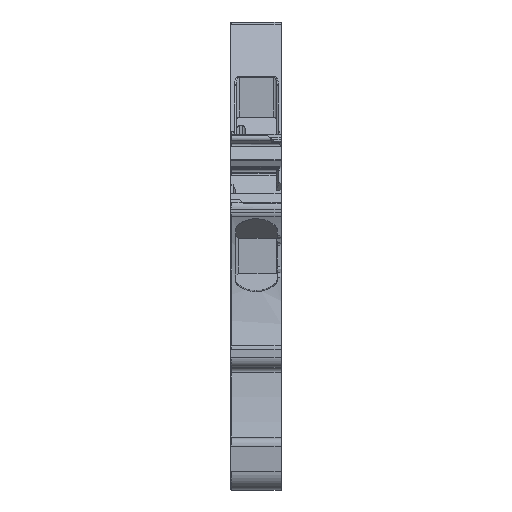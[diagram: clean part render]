
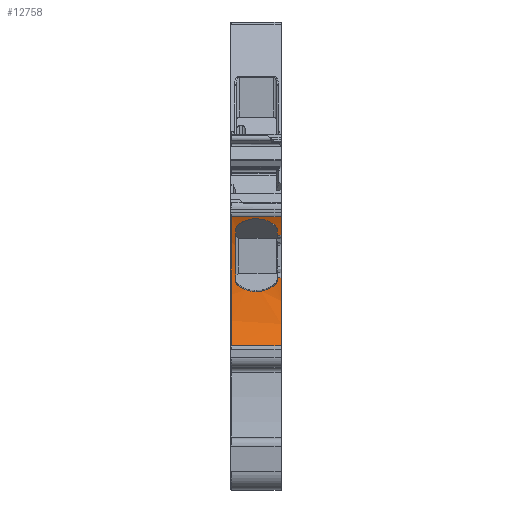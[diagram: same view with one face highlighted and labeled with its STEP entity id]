
A CAD part, front view. The second image highlights one B-rep face of the part: STEP entity #12758.
In plain terms, the highlighted cylindrical face has radius 15.97 mm (diameter 31.939 mm), a partial arc.
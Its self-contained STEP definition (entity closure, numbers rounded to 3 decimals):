
#3288=AXIS2_PLACEMENT_3D('Circle Axis2P3D',#3286,#3287,$) ;
#3344=AXIS2_PLACEMENT_3D('Circle Axis2P3D',#3342,#3343,$) ;
#12632=AXIS2_PLACEMENT_3D('Cylinder Axis2P3D',#12629,#12630,#12631) ;
#12636=AXIS2_PLACEMENT_3D('Circle Axis2P3D',#12634,#12635,$) ;
#12655=AXIS2_PLACEMENT_3D('Circle Axis2P3D',#12653,#12654,$) ;
#12696=AXIS2_PLACEMENT_3D('Circle Axis2P3D',#12694,#12695,$) ;
#12729=AXIS2_PLACEMENT_3D('Circle Axis2P3D',#12727,#12728,$) ;
#3283=CARTESIAN_POINT('Vertex',(5.1,1.617,27.772)) ;
#3286=CARTESIAN_POINT('Axis2P3D Location',(5.1,-12.941,21.207)) ;
#3290=CARTESIAN_POINT('Vertex',(5.1,2.326,25.891)) ;
#3339=CARTESIAN_POINT('Vertex',(5.1,3.025,21.559)) ;
#3342=CARTESIAN_POINT('Axis2P3D Location',(5.1,-12.941,21.207)) ;
#3346=CARTESIAN_POINT('Vertex',(5.1,1.617,14.643)) ;
#12610=CARTESIAN_POINT('Line Origine',(2.55,1.617,27.772)) ;
#12614=CARTESIAN_POINT('Vertex',(0.05,1.617,27.772)) ;
#12629=CARTESIAN_POINT('Axis2P3D Location',(2.55,-12.941,21.207)) ;
#12634=CARTESIAN_POINT('Axis2P3D Location',(0.05,-12.941,21.207)) ;
#12638=CARTESIAN_POINT('Vertex',(0.05,1.617,14.643)) ;
#12641=CARTESIAN_POINT('Line Origine',(2.55,1.617,14.643)) ;
#12646=CARTESIAN_POINT('Line Origine',(2.55,3.025,21.559)) ;
#12650=CARTESIAN_POINT('Vertex',(4.7,3.025,21.559)) ;
#12653=CARTESIAN_POINT('Axis2P3D Location',(4.7,-12.941,21.207)) ;
#12657=CARTESIAN_POINT('Vertex',(4.7,3.028,21.276)) ;
#12661=CARTESIAN_POINT('Control Point',(4.528,3.026,20.899)) ;
#12662=CARTESIAN_POINT('Control Point',(4.636,3.027,20.993)) ;
#12663=CARTESIAN_POINT('Control Point',(4.7,3.029,21.134)) ;
#12664=CARTESIAN_POINT('Control Point',(4.7,3.028,21.276)) ;
#12665=CARTESIAN_POINT('Vertex',(4.528,3.026,20.899)) ;
#12669=CARTESIAN_POINT('Control Point',(2.558,2.994,20.16)) ;
#12670=CARTESIAN_POINT('Control Point',(3.095,2.994,20.16)) ;
#12671=CARTESIAN_POINT('Control Point',(3.632,3.003,20.288)) ;
#12672=CARTESIAN_POINT('Control Point',(4.123,3.019,20.546)) ;
#12673=CARTESIAN_POINT('Control Point',(4.528,3.026,20.899)) ;
#12674=CARTESIAN_POINT('Vertex',(2.558,2.994,20.16)) ;
#12678=CARTESIAN_POINT('Control Point',(0.689,3.024,20.814)) ;
#12679=CARTESIAN_POINT('Control Point',(1.083,3.016,20.5)) ;
#12680=CARTESIAN_POINT('Control Point',(1.548,3.002,20.274)) ;
#12681=CARTESIAN_POINT('Control Point',(2.053,2.994,20.16)) ;
#12682=CARTESIAN_POINT('Control Point',(2.558,2.994,20.16)) ;
#12683=CARTESIAN_POINT('Vertex',(0.689,3.024,20.814)) ;
#12687=CARTESIAN_POINT('Control Point',(0.689,3.024,20.814)) ;
#12688=CARTESIAN_POINT('Control Point',(0.572,3.026,20.907)) ;
#12689=CARTESIAN_POINT('Control Point',(0.5,3.029,21.056)) ;
#12690=CARTESIAN_POINT('Control Point',(0.5,3.029,21.206)) ;
#12691=CARTESIAN_POINT('Vertex',(0.5,3.029,21.206)) ;
#12694=CARTESIAN_POINT('Axis2P3D Location',(0.5,-12.941,21.207)) ;
#12698=CARTESIAN_POINT('Vertex',(0.5,2.119,26.519)) ;
#12702=CARTESIAN_POINT('Control Point',(0.688,1.975,26.911)) ;
#12703=CARTESIAN_POINT('Control Point',(0.569,2.012,26.815)) ;
#12704=CARTESIAN_POINT('Control Point',(0.5,2.067,26.668)) ;
#12705=CARTESIAN_POINT('Control Point',(0.5,2.119,26.519)) ;
#12706=CARTESIAN_POINT('Vertex',(0.688,1.975,26.911)) ;
#12710=CARTESIAN_POINT('Control Point',(0.688,1.975,26.911)) ;
#12711=CARTESIAN_POINT('Control Point',(1.33,1.78,27.422)) ;
#12712=CARTESIAN_POINT('Control Point',(2.154,1.634,27.729)) ;
#12713=CARTESIAN_POINT('Control Point',(3.106,1.646,27.705)) ;
#12714=CARTESIAN_POINT('Control Point',(3.911,1.805,27.364)) ;
#12715=CARTESIAN_POINT('Control Point',(4.528,2.008,26.826)) ;
#12716=CARTESIAN_POINT('Vertex',(4.528,2.008,26.826)) ;
#12720=CARTESIAN_POINT('Control Point',(4.528,2.008,26.826)) ;
#12721=CARTESIAN_POINT('Control Point',(4.638,2.043,26.73)) ;
#12722=CARTESIAN_POINT('Control Point',(4.7,2.095,26.59)) ;
#12723=CARTESIAN_POINT('Control Point',(4.7,2.144,26.449)) ;
#12724=CARTESIAN_POINT('Vertex',(4.7,2.144,26.449)) ;
#12727=CARTESIAN_POINT('Axis2P3D Location',(4.7,-12.941,21.207)) ;
#12731=CARTESIAN_POINT('Vertex',(4.7,2.326,25.891)) ;
#12734=CARTESIAN_POINT('Line Origine',(2.55,2.326,25.891)) ;
#3287=DIRECTION('Axis2P3D Direction',(1.,0.,0.)) ;
#3343=DIRECTION('Axis2P3D Direction',(1.,0.,0.)) ;
#12611=DIRECTION('Vector Direction',(1.,0.,0.)) ;
#12630=DIRECTION('Axis2P3D Direction',(1.,0.,0.)) ;
#12631=DIRECTION('Axis2P3D XDirection',(0.,0.912,-0.411)) ;
#12635=DIRECTION('Axis2P3D Direction',(1.,0.,0.)) ;
#12642=DIRECTION('Vector Direction',(1.,0.,0.)) ;
#12647=DIRECTION('Vector Direction',(1.,0.,0.)) ;
#12654=DIRECTION('Axis2P3D Direction',(1.,0.,0.)) ;
#12695=DIRECTION('Axis2P3D Direction',(1.,0.,0.)) ;
#12728=DIRECTION('Axis2P3D Direction',(1.,0.,0.)) ;
#12735=DIRECTION('Vector Direction',(1.,0.,0.)) ;
#12612=VECTOR('Line Direction',#12611,1.) ;
#12643=VECTOR('Line Direction',#12642,1.) ;
#12648=VECTOR('Line Direction',#12647,1.) ;
#12736=VECTOR('Line Direction',#12735,1.) ;
#12740=ORIENTED_EDGE('',*,*,#12640,.T.) ;
#12741=ORIENTED_EDGE('',*,*,#12645,.T.) ;
#12742=ORIENTED_EDGE('',*,*,#3348,.T.) ;
#12743=ORIENTED_EDGE('',*,*,#12652,.F.) ;
#12744=ORIENTED_EDGE('',*,*,#12659,.F.) ;
#12745=ORIENTED_EDGE('',*,*,#12667,.F.) ;
#12746=ORIENTED_EDGE('',*,*,#12676,.F.) ;
#12747=ORIENTED_EDGE('',*,*,#12685,.F.) ;
#12748=ORIENTED_EDGE('',*,*,#12693,.T.) ;
#12749=ORIENTED_EDGE('',*,*,#12700,.T.) ;
#12750=ORIENTED_EDGE('',*,*,#12708,.F.) ;
#12751=ORIENTED_EDGE('',*,*,#12718,.T.) ;
#12752=ORIENTED_EDGE('',*,*,#12726,.T.) ;
#12753=ORIENTED_EDGE('',*,*,#12733,.F.) ;
#12754=ORIENTED_EDGE('',*,*,#12738,.T.) ;
#12755=ORIENTED_EDGE('',*,*,#3292,.T.) ;
#12756=ORIENTED_EDGE('',*,*,#12616,.F.) ;
#12758=ADVANCED_FACE('MLD\\MLD_AL3C_2-5',(#12757),#12633,.F.) ;
#12660=B_SPLINE_CURVE_WITH_KNOTS('',3,(#12661,#12662,#12663,#12664),.UNSPECIFIED.,.F.,.U.,(4,4),(0.,0.612),.UNSPECIFIED.) ;
#12668=B_SPLINE_CURVE_WITH_KNOTS('',4,(#12669,#12670,#12671,#12672,#12673),.UNSPECIFIED.,.F.,.U.,(5,5),(2.914,6.019),.UNSPECIFIED.) ;
#12677=B_SPLINE_CURVE_WITH_KNOTS('',4,(#12678,#12679,#12680,#12681,#12682),.UNSPECIFIED.,.F.,.U.,(5,5),(0.,2.914),.UNSPECIFIED.) ;
#12686=B_SPLINE_CURVE_WITH_KNOTS('',3,(#12687,#12688,#12689,#12690),.UNSPECIFIED.,.F.,.U.,(4,4),(0.,0.645),.UNSPECIFIED.) ;
#12701=B_SPLINE_CURVE_WITH_KNOTS('',3,(#12702,#12703,#12704,#12705),.UNSPECIFIED.,.F.,.U.,(4,4),(0.,0.677),.UNSPECIFIED.) ;
#12709=B_SPLINE_CURVE_WITH_KNOTS('',5,(#12710,#12711,#12712,#12713,#12714,#12715),.UNSPECIFIED.,.F.,.U.,(6,6),(0.,6.109),.UNSPECIFIED.) ;
#12719=B_SPLINE_CURVE_WITH_KNOTS('',3,(#12720,#12721,#12722,#12723),.UNSPECIFIED.,.F.,.U.,(4,4),(0.,0.642),.UNSPECIFIED.) ;
#3289=CIRCLE('generated circle',#3288,15.969) ;
#3345=CIRCLE('generated circle',#3344,15.969) ;
#12637=CIRCLE('generated circle',#12636,15.969) ;
#12656=CIRCLE('generated circle',#12655,15.969) ;
#12697=CIRCLE('generated circle',#12696,15.969) ;
#12730=CIRCLE('generated circle',#12729,15.969) ;
#12633=CYLINDRICAL_SURFACE('generated cylinder',#12632,15.969) ;
#3292=EDGE_CURVE('',#3291,#3284,#3289,.T.) ;
#3348=EDGE_CURVE('',#3347,#3340,#3345,.T.) ;
#12616=EDGE_CURVE('',#12615,#3284,#12613,.T.) ;
#12640=EDGE_CURVE('',#12615,#12639,#12637,.F.) ;
#12645=EDGE_CURVE('',#12639,#3347,#12644,.T.) ;
#12652=EDGE_CURVE('',#12651,#3340,#12649,.T.) ;
#12659=EDGE_CURVE('',#12658,#12651,#12656,.T.) ;
#12667=EDGE_CURVE('',#12666,#12658,#12660,.T.) ;
#12676=EDGE_CURVE('',#12675,#12666,#12668,.T.) ;
#12685=EDGE_CURVE('',#12684,#12675,#12677,.T.) ;
#12693=EDGE_CURVE('',#12684,#12692,#12686,.T.) ;
#12700=EDGE_CURVE('',#12692,#12699,#12697,.T.) ;
#12708=EDGE_CURVE('',#12707,#12699,#12701,.T.) ;
#12718=EDGE_CURVE('',#12707,#12717,#12709,.T.) ;
#12726=EDGE_CURVE('',#12717,#12725,#12719,.T.) ;
#12733=EDGE_CURVE('',#12732,#12725,#12730,.T.) ;
#12738=EDGE_CURVE('',#12732,#3291,#12737,.T.) ;
#12739=EDGE_LOOP('',(#12740,#12741,#12742,#12743,#12744,#12745,#12746,#12747,#12748,#12749,#12750,#12751,#12752,#12753,#12754,#12755,#12756)) ;
#12757=FACE_OUTER_BOUND('',#12739,.T.) ;
#12613=LINE('Line',#12610,#12612) ;
#12644=LINE('Line',#12641,#12643) ;
#12649=LINE('Line',#12646,#12648) ;
#12737=LINE('Line',#12734,#12736) ;
#3284=VERTEX_POINT('',#3283) ;
#3291=VERTEX_POINT('',#3290) ;
#3340=VERTEX_POINT('',#3339) ;
#3347=VERTEX_POINT('',#3346) ;
#12615=VERTEX_POINT('',#12614) ;
#12639=VERTEX_POINT('',#12638) ;
#12651=VERTEX_POINT('',#12650) ;
#12658=VERTEX_POINT('',#12657) ;
#12666=VERTEX_POINT('',#12665) ;
#12675=VERTEX_POINT('',#12674) ;
#12684=VERTEX_POINT('',#12683) ;
#12692=VERTEX_POINT('',#12691) ;
#12699=VERTEX_POINT('',#12698) ;
#12707=VERTEX_POINT('',#12706) ;
#12717=VERTEX_POINT('',#12716) ;
#12725=VERTEX_POINT('',#12724) ;
#12732=VERTEX_POINT('',#12731) ;
